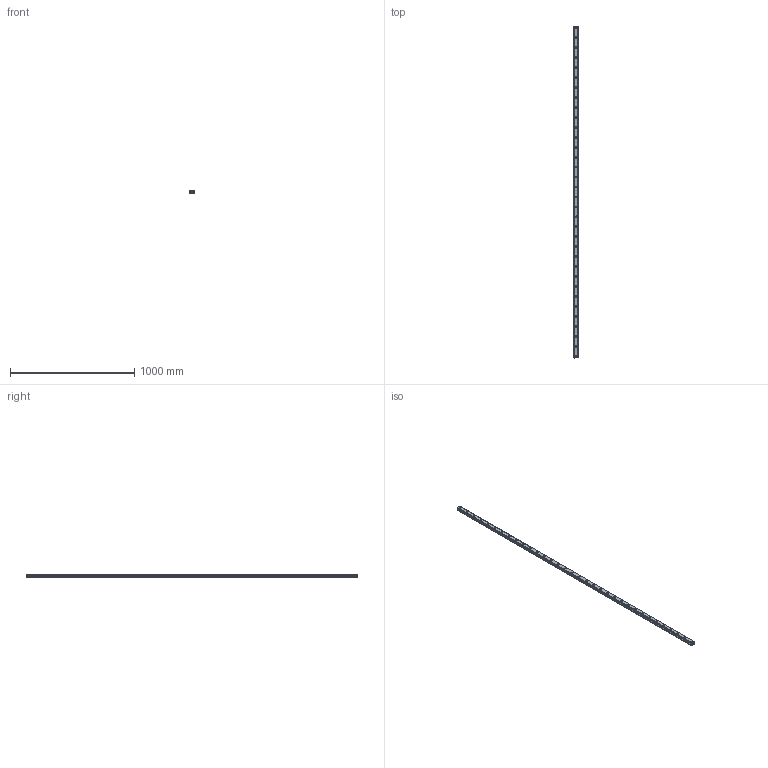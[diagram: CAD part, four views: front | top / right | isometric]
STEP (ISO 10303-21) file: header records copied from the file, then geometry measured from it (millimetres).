
FILE_DESCRIPTION(('STEP AP214'),'1');
FILE_NAME('cctmp_691BEB00-7C20-445A-97DF-F96A97E0477F_2021_02_12_14_09_30_0085..stp','2021-02-12T13:09:30',('HIWIN GmbH'),('CADClick - www.CADClick.com'),'Spatial InterOp 3D',' ','unknown authorization');
FILE_SCHEMA(('AUTOMOTIVE_DESIGN'));
Length unit declared in the file: millimetre
Products named in the file (1): EGR35R2670C_FILE
Bounding box: 34 x 2670 x 27.5 mm (x, y, z)
Volume: 2100752.8 mm3; surface area: 375030.6 mm2
Topology: 1 solids, 1 shells, 413 faces, 915 edges, 610 vertices
Faces by surface type: cylinder 222, plane 191
Entity records: 14921 total; most frequent: DIRECTION 2187, CARTESIAN_POINT 1939, ORIENTED_EDGE 1830, EDGE_CURVE 915, AXIS2_PLACEMENT_3D 858, VERTEX_POINT 610, EDGE_LOOP 519, LINE 471
